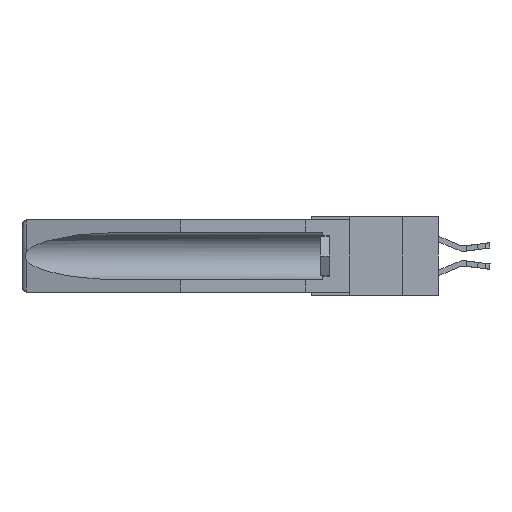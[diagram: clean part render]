
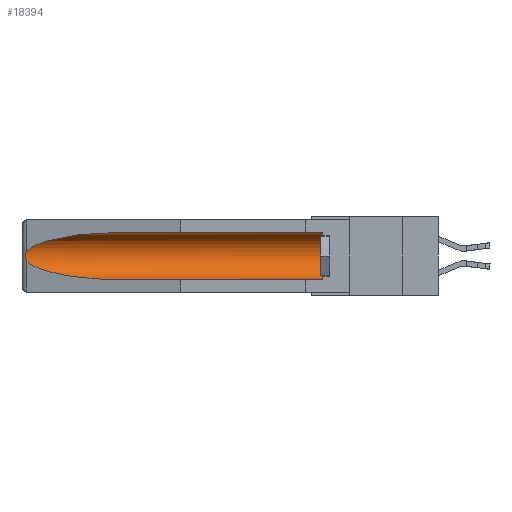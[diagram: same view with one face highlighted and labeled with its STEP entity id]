
A CAD part, left-side view. The second image highlights one B-rep face of the part: STEP entity #18394.
In plain terms, the highlighted cylindrical face has radius 2.857 mm (diameter 5.715 mm), a partial arc.
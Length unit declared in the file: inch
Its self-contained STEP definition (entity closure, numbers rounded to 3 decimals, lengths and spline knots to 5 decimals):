
#215 = VERTEX_POINT ( 'NONE', #16216 ) ;
#366 = ORIENTED_EDGE ( 'NONE', *, *, #21119, .T. ) ;
#625 = CARTESIAN_POINT ( 'NONE',  ( 0.26537, 1.52718, -0.19328 ) ) ;
#1735 = ORIENTED_EDGE ( 'NONE', *, *, #10993, .F. ) ;
#1957 = CARTESIAN_POINT ( 'NONE',  ( 0.155, -0.30754, -0.1715 ) ) ;
#2048 = ORIENTED_EDGE ( 'NONE', *, *, #15927, .T. ) ;
#2748 = CARTESIAN_POINT ( 'NONE',  ( 0.2673, 1.5327, -0.16383 ) ) ;
#5364 = LINE ( 'NONE', #21738, #10809 ) ;
#5531 = EDGE_LOOP ( 'NONE', ( #366, #20500, #15665, #1735, #2048, #15787 ) ) ;
#5917 = DIRECTION ( 'NONE',  ( 0., 0., 1. ) ) ;
#6790 = CARTESIAN_POINT ( 'NONE',  ( 0.2673, 1.53269, -0.17917 ) ) ;
#6877 = CARTESIAN_POINT ( 'NONE',  ( 0.26537, 1.52718, -0.14972 ) ) ;
#6936 = DIRECTION ( 'NONE',  ( 0., 1., 0. ) ) ;
#7254 = CARTESIAN_POINT ( 'NONE',  ( 0.25451, 1.48313, -0.24835 ) ) ;
#7380 = CARTESIAN_POINT ( 'NONE',  ( 0.155, -0.30754, -0.059 ) ) ;
#7426 = CARTESIAN_POINT ( 'NONE',  ( 0.155, 1.07973, -0.284 ) ) ;
#8014 = CARTESIAN_POINT ( 'NONE',  ( 0.155, 0.126, -0.1715 ) ) ;
#8258 = VERTEX_POINT ( 'NONE', #625 ) ;
#9071 = CARTESIAN_POINT ( 'NONE',  ( 0.26597, 1.5296, -0.19026 ) ) ;
#9196 =( BOUNDED_CURVE ( )  B_SPLINE_CURVE ( 3, ( #11694, #7254, #13942, #22517 ),
 .UNSPECIFIED., .F., .F. ) 
 B_SPLINE_CURVE_WITH_KNOTS ( ( 4, 4 ),
 ( 0.1948, 1.5708 ),
 .UNSPECIFIED. ) 
 CURVE ( )  GEOMETRIC_REPRESENTATION_ITEM ( )  RATIONAL_B_SPLINE_CURVE ( ( 1., 0.848, 0.848, 1. ) ) 
 REPRESENTATION_ITEM ( '' )  );
#9243 = CARTESIAN_POINT ( 'NONE',  ( 0.2675, 1.53308, -0.16763 ) ) ;
#9481 = DIRECTION ( 'NONE',  ( 0., 1., 0. ) ) ;
#9524 = CARTESIAN_POINT ( 'NONE',  ( 0.26537, 1.52718, -0.14972 ) ) ;
#10108 = CARTESIAN_POINT ( 'NONE',  ( 0.26537, 1.52718, -0.14972 ) ) ;
#10446 = VERTEX_POINT ( 'NONE', #10108 ) ;
#10776 = AXIS2_PLACEMENT_3D ( 'NONE', #8014, #16552, #5917 ) ;
#10809 = VECTOR ( 'NONE', #6936, 39.37008 ) ;
#10993 = EDGE_CURVE ( 'NONE', #215, #16520, #5364, .T. ) ;
#11147 = CARTESIAN_POINT ( 'NONE',  ( 0.26654, 1.53092, -0.15636 ) ) ;
#11237 = CARTESIAN_POINT ( 'NONE',  ( 0.26537, 1.52718, -0.19328 ) ) ;
#11694 = CARTESIAN_POINT ( 'NONE',  ( 0.26537, 1.52718, -0.19328 ) ) ;
#11959 = FACE_OUTER_BOUND ( 'NONE', #5531, .T. ) ;
#12027 = EDGE_CURVE ( 'NONE', #20460, #16930, #22123, .T. ) ;
#12223 = CIRCLE ( 'NONE', #10776, 0.1125 ) ;
#12654 = B_SPLINE_CURVE_WITH_KNOTS ( 'NONE', 3,
 ( #6877, #15333, #11147, #2748, #9243, #26051, #6790, #17487, #9071, #11237 ),
 .UNSPECIFIED., .F., .F.,
 ( 4, 2, 2, 2, 4 ),
 ( 0., 0.00029, 0.00058, 0.00087, 0.00117 ),
 .UNSPECIFIED. ) ;
#12848 = CARTESIAN_POINT ( 'NONE',  ( 0.155, 0.126, -0.059 ) ) ;
#13942 = CARTESIAN_POINT ( 'NONE',  ( 0.21114, 1.30732, -0.284 ) ) ;
#15333 = CARTESIAN_POINT ( 'NONE',  ( 0.26597, 1.52961, -0.15275 ) ) ;
#15665 = ORIENTED_EDGE ( 'NONE', *, *, #27063, .T. ) ;
#15787 = ORIENTED_EDGE ( 'NONE', *, *, #12027, .T. ) ;
#15927 = EDGE_CURVE ( 'NONE', #215, #20460, #12223, .T. ) ;
#16144 = AXIS2_PLACEMENT_3D ( 'NONE', #1957, #25334, #21431 ) ;
#16216 = CARTESIAN_POINT ( 'NONE',  ( 0.155, 0.126, -0.284 ) ) ;
#16520 = VERTEX_POINT ( 'NONE', #7426 ) ;
#16552 = DIRECTION ( 'NONE',  ( 0., -1., 0. ) ) ;
#16930 = VERTEX_POINT ( 'NONE', #24527 ) ;
#17487 = CARTESIAN_POINT ( 'NONE',  ( 0.26655, 1.53094, -0.18657 ) ) ;
#17911 =( BOUNDED_CURVE ( )  B_SPLINE_CURVE ( 3, ( #26525, #20157, #22323, #9524 ),
 .UNSPECIFIED., .F., .F. ) 
 B_SPLINE_CURVE_WITH_KNOTS ( ( 4, 4 ),
 ( 4.71239, 6.08839 ),
 .UNSPECIFIED. ) 
 CURVE ( )  GEOMETRIC_REPRESENTATION_ITEM ( )  RATIONAL_B_SPLINE_CURVE ( ( 1., 0.848, 0.848, 1. ) ) 
 REPRESENTATION_ITEM ( '' )  );
#18394 = ADVANCED_FACE ( 'NONE', ( #11959 ), #23111, .F. ) ;
#19386 = VECTOR ( 'NONE', #9481, 39.37008 ) ;
#20157 = CARTESIAN_POINT ( 'NONE',  ( 0.21114, 1.30732, -0.059 ) ) ;
#20460 = VERTEX_POINT ( 'NONE', #12848 ) ;
#20500 = ORIENTED_EDGE ( 'NONE', *, *, #25983, .T. ) ;
#21119 = EDGE_CURVE ( 'NONE', #16930, #10446, #17911, .T. ) ;
#21431 = DIRECTION ( 'NONE',  ( 0., 0., 1. ) ) ;
#21738 = CARTESIAN_POINT ( 'NONE',  ( 0.155, -0.30754, -0.284 ) ) ;
#22123 = LINE ( 'NONE', #7380, #19386 ) ;
#22323 = CARTESIAN_POINT ( 'NONE',  ( 0.25451, 1.48313, -0.09465 ) ) ;
#22517 = CARTESIAN_POINT ( 'NONE',  ( 0.155, 1.07973, -0.284 ) ) ;
#23111 = CYLINDRICAL_SURFACE ( 'NONE', #16144, 0.1125 ) ;
#24527 = CARTESIAN_POINT ( 'NONE',  ( 0.155, 1.07973, -0.059 ) ) ;
#25334 = DIRECTION ( 'NONE',  ( 0., 1., 0. ) ) ;
#25983 = EDGE_CURVE ( 'NONE', #10446, #8258, #12654, .T. ) ;
#26051 = CARTESIAN_POINT ( 'NONE',  ( 0.2675, 1.53308, -0.17534 ) ) ;
#26525 = CARTESIAN_POINT ( 'NONE',  ( 0.155, 1.07973, -0.059 ) ) ;
#27063 = EDGE_CURVE ( 'NONE', #8258, #16520, #9196, .T. ) ;
